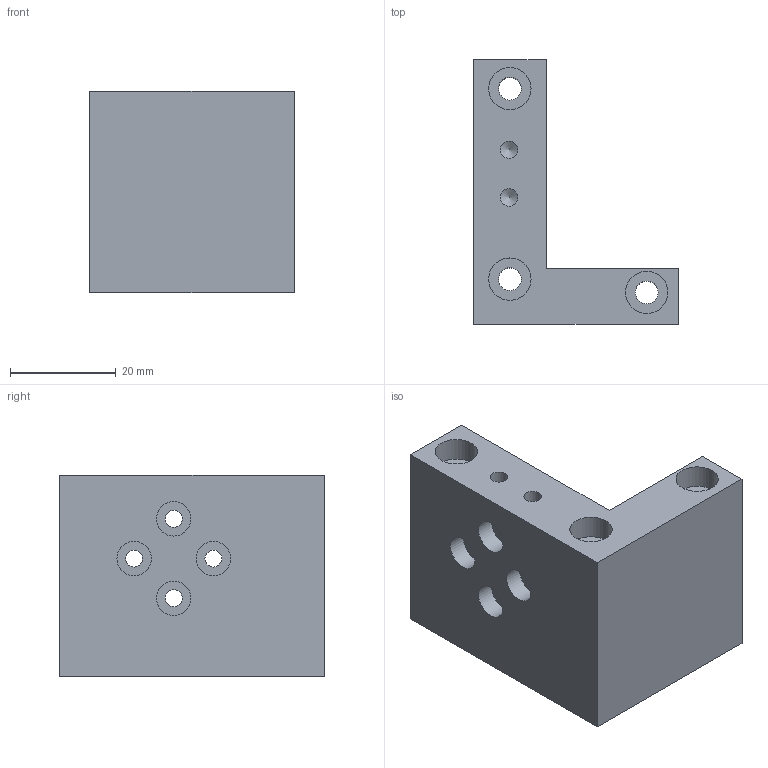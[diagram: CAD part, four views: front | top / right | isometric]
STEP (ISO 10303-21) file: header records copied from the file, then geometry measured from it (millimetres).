
FILE_DESCRIPTION(/* description */ (''),/* implementation_level */ '2;1');
FILE_NAME(/* name */ '0542_mount coil large.stp',/* time_stamp */ '2021-03-21T19:47:53-07:00',/* author */ (''),/* organization */ (''),/* preprocessor_version */ 'ST-DEVELOPER v14',/* originating_system */ 'SIEMENS PLM Software NX 8.0',/* authorisation */ '');
FILE_SCHEMA (('AUTOMOTIVE_DESIGN { 1 0 10303 214 3 1 1 1 }'));
Length unit declared in the file: millimetre
Products named in the file (1): 0542_mount coil large
Bounding box: 38.72 x 50 x 38 mm (x, y, z)
Volume: 32591.4 mm3; surface area: 11060.7 mm2
Topology: 1 solids, 1 shells, 35 faces, 85 edges, 59 vertices
Faces by surface type: cylinder 17, plane 16, cone 2
Full cylindrical faces by diameter (mm): 3.2 x4, 3.3 x2, 4.3 x3, 6.5 x4, 8 x3
Entity records: 920 total; most frequent: DIRECTION 162, CARTESIAN_POINT 142, ORIENTED_EDGE 112, EDGE_LOOP 74, FACE_BOUND 70, AXIS2_PLACEMENT_3D 70, EDGE_CURVE 56, VERTEX_POINT 50
